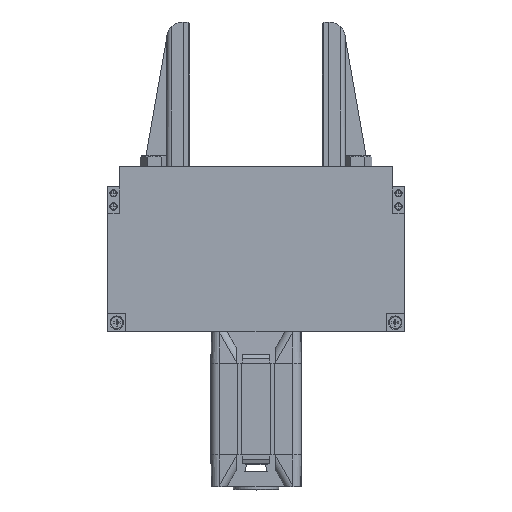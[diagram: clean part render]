
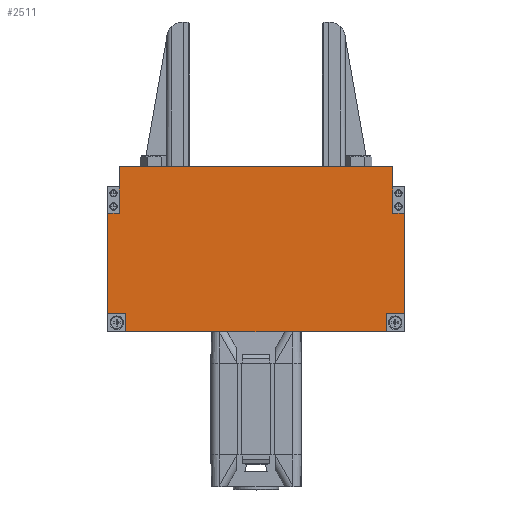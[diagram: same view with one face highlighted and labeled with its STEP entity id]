
A CAD part, top view. The second image highlights one B-rep face of the part: STEP entity #2511.
In plain terms, the highlighted face is planar.
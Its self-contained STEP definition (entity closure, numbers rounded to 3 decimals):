
#1365 = VERTEX_POINT ( 'NONE', #10700 ) ;
#1376 = VERTEX_POINT ( 'NONE', #10711 ) ;
#1378 = VERTEX_POINT ( 'NONE', #10713 ) ;
#1379 = VERTEX_POINT ( 'NONE', #10714 ) ;
#1381 = VERTEX_POINT ( 'NONE', #10716 ) ;
#1382 = VERTEX_POINT ( 'NONE', #10717 ) ;
#1383 = VERTEX_POINT ( 'NONE', #10718 ) ;
#1384 = VERTEX_POINT ( 'NONE', #10719 ) ;
#1385 = VERTEX_POINT ( 'NONE', #10720 ) ;
#1386 = VERTEX_POINT ( 'NONE', #10721 ) ;
#1387 = VERTEX_POINT ( 'NONE', #10722 ) ;
#1392 = VERTEX_POINT ( 'NONE', #10727 ) ;
#2236 = ORIENTED_EDGE ( 'NONE', *, *, #7170, .F. ) ;
#2237 = ORIENTED_EDGE ( 'NONE', *, *, #7176, .T. ) ;
#2238 = ORIENTED_EDGE ( 'NONE', *, *, #7177, .T. ) ;
#2239 = ORIENTED_EDGE ( 'NONE', *, *, #7178, .F. ) ;
#2240 = ORIENTED_EDGE ( 'NONE', *, *, #7179, .F. ) ;
#2241 = ORIENTED_EDGE ( 'NONE', *, *, #7180, .F. ) ;
#2242 = ORIENTED_EDGE ( 'NONE', *, *, #7181, .F. ) ;
#2243 = ORIENTED_EDGE ( 'NONE', *, *, #7182, .F. ) ;
#2244 = ORIENTED_EDGE ( 'NONE', *, *, #7183, .F. ) ;
#2245 = ORIENTED_EDGE ( 'NONE', *, *, #7184, .F. ) ;
#2246 = ORIENTED_EDGE ( 'NONE', *, *, #7185, .T. ) ;
#2247 = ORIENTED_EDGE ( 'NONE', *, *, #7186, .T. ) ;
#2511 = ADVANCED_FACE ( 'NONE', ( #10966 ), #10960, .T. ) ;
#7170 = EDGE_CURVE ( 'NONE', #1376, #1378, #21215, .T. ) ;
#7176 = EDGE_CURVE ( 'NONE', #1376, #1365, #21250, .T. ) ;
#7177 = EDGE_CURVE ( 'NONE', #1365, #1384, #21203, .T. ) ;
#7178 = EDGE_CURVE ( 'NONE', #1379, #1384, #21263, .T. ) ;
#7179 = EDGE_CURVE ( 'NONE', #1383, #1379, #21235, .T. ) ;
#7180 = EDGE_CURVE ( 'NONE', #1381, #1383, #21274, .T. ) ;
#7181 = EDGE_CURVE ( 'NONE', #1382, #1381, #21281, .T. ) ;
#7182 = EDGE_CURVE ( 'NONE', #1385, #1382, #21287, .T. ) ;
#7183 = EDGE_CURVE ( 'NONE', #1386, #1385, #21292, .T. ) ;
#7184 = EDGE_CURVE ( 'NONE', #1387, #1386, #21252, .T. ) ;
#7185 = EDGE_CURVE ( 'NONE', #1387, #1392, #21305, .T. ) ;
#7186 = EDGE_CURVE ( 'NONE', #1392, #1378, #21311, .T. ) ;
#7957 = EDGE_LOOP ( 'NONE', ( #2236, #2237, #2238, #2239, #2240, #2241, #2242, #2243, #2244, #2245, #2246, #2247 ) ) ;
#10700 = CARTESIAN_POINT ( 'NONE',  ( -83., 72., -17.5 ) ) ;
#10711 = CARTESIAN_POINT ( 'NONE',  ( -90., 72., -17.5 ) ) ;
#10713 = CARTESIAN_POINT ( 'NONE',  ( -90., 11., -17.5 ) ) ;
#10714 = CARTESIAN_POINT ( 'NONE',  ( 83., 100., -17.5 ) ) ;
#10716 = CARTESIAN_POINT ( 'NONE',  ( 90., 72., -17.5 ) ) ;
#10717 = CARTESIAN_POINT ( 'NONE',  ( 90., 11., -17.5 ) ) ;
#10718 = CARTESIAN_POINT ( 'NONE',  ( 83., 72., -17.5 ) ) ;
#10719 = CARTESIAN_POINT ( 'NONE',  ( -83., 100., -17.5 ) ) ;
#10720 = CARTESIAN_POINT ( 'NONE',  ( 79., 11., -17.5 ) ) ;
#10721 = CARTESIAN_POINT ( 'NONE',  ( 79., 0., -17.5 ) ) ;
#10722 = CARTESIAN_POINT ( 'NONE',  ( -79., 0., -17.5 ) ) ;
#10727 = CARTESIAN_POINT ( 'NONE',  ( -79., 11., -17.5 ) ) ;
#10960 = PLANE ( 'NONE',  #19673 ) ;
#10962 = CARTESIAN_POINT ( 'NONE',  ( -90., 100., -17.5 ) ) ;
#10966 = FACE_OUTER_BOUND ( 'NONE', #7957, .T. ) ;
#10968 = DIRECTION ( 'NONE',  ( 0., 0., -1. ) ) ;
#10969 = DIRECTION ( 'NONE',  ( -1., 0., 0. ) ) ;
#18041 = VECTOR ( 'NONE', #21219, 1000. ) ;
#18045 = VECTOR ( 'NONE', #21261, 1000. ) ;
#18047 = VECTOR ( 'NONE', #21256, 1000. ) ;
#18048 = VECTOR ( 'NONE', #21272, 1000. ) ;
#18049 = VECTOR ( 'NONE', #21268, 1000. ) ;
#18050 = VECTOR ( 'NONE', #21303, 1000. ) ;
#18051 = VECTOR ( 'NONE', #21279, 1000. ) ;
#18052 = VECTOR ( 'NONE', #21285, 1000. ) ;
#18053 = VECTOR ( 'NONE', #21291, 1000. ) ;
#18054 = VECTOR ( 'NONE', #21298, 1000. ) ;
#18056 = VECTOR ( 'NONE', #21310, 1000. ) ;
#18057 = VECTOR ( 'NONE', #21315, 1000. ) ;
#19673 = AXIS2_PLACEMENT_3D ( 'NONE', #10962, #10968, #10969 ) ;
#21203 = LINE ( 'NONE', #21258, #18045 ) ;
#21215 = LINE ( 'NONE', #21218, #18041 ) ;
#21218 = CARTESIAN_POINT ( 'NONE',  ( -90., 0., -17.5 ) ) ;
#21219 = DIRECTION ( 'NONE',  ( 0., -1., 0. ) ) ;
#21235 = LINE ( 'NONE', #21269, #18048 ) ;
#21250 = LINE ( 'NONE', #21254, #18047 ) ;
#21252 = LINE ( 'NONE', #21300, #18050 ) ;
#21254 = CARTESIAN_POINT ( 'NONE',  ( -90., 72., -17.5 ) ) ;
#21256 = DIRECTION ( 'NONE',  ( 1., 0., 0. ) ) ;
#21258 = CARTESIAN_POINT ( 'NONE',  ( -83., 100., -17.5 ) ) ;
#21261 = DIRECTION ( 'NONE',  ( 0., 1., 0. ) ) ;
#21263 = LINE ( 'NONE', #21267, #18049 ) ;
#21267 = CARTESIAN_POINT ( 'NONE',  ( -90., 100., -17.5 ) ) ;
#21268 = DIRECTION ( 'NONE',  ( -1., 0., 0. ) ) ;
#21269 = CARTESIAN_POINT ( 'NONE',  ( 83., 100., -17.5 ) ) ;
#21272 = DIRECTION ( 'NONE',  ( 0., 1., 0. ) ) ;
#21274 = LINE ( 'NONE', #21277, #18051 ) ;
#21277 = CARTESIAN_POINT ( 'NONE',  ( -90., 72., -17.5 ) ) ;
#21279 = DIRECTION ( 'NONE',  ( -1., 0., 0. ) ) ;
#21281 = LINE ( 'NONE', #21284, #18052 ) ;
#21284 = CARTESIAN_POINT ( 'NONE',  ( 90., 0., -17.5 ) ) ;
#21285 = DIRECTION ( 'NONE',  ( 0., 1., 0. ) ) ;
#21287 = LINE ( 'NONE', #21290, #18053 ) ;
#21290 = CARTESIAN_POINT ( 'NONE',  ( -90., 11., -17.5 ) ) ;
#21291 = DIRECTION ( 'NONE',  ( 1., 0., 0. ) ) ;
#21292 = LINE ( 'NONE', #21296, #18054 ) ;
#21296 = CARTESIAN_POINT ( 'NONE',  ( 79., 100., -17.5 ) ) ;
#21298 = DIRECTION ( 'NONE',  ( 0., 1., 0. ) ) ;
#21300 = CARTESIAN_POINT ( 'NONE',  ( -90., 0., -17.5 ) ) ;
#21303 = DIRECTION ( 'NONE',  ( 1., 0., 0. ) ) ;
#21305 = LINE ( 'NONE', #21308, #18056 ) ;
#21308 = CARTESIAN_POINT ( 'NONE',  ( -79., 100., -17.5 ) ) ;
#21310 = DIRECTION ( 'NONE',  ( 0., 1., 0. ) ) ;
#21311 = LINE ( 'NONE', #21313, #18057 ) ;
#21313 = CARTESIAN_POINT ( 'NONE',  ( -90., 11., -17.5 ) ) ;
#21315 = DIRECTION ( 'NONE',  ( -1., 0., 0. ) ) ;
